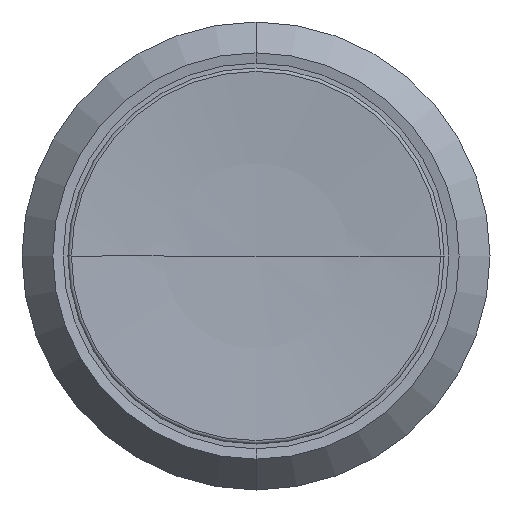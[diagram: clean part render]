
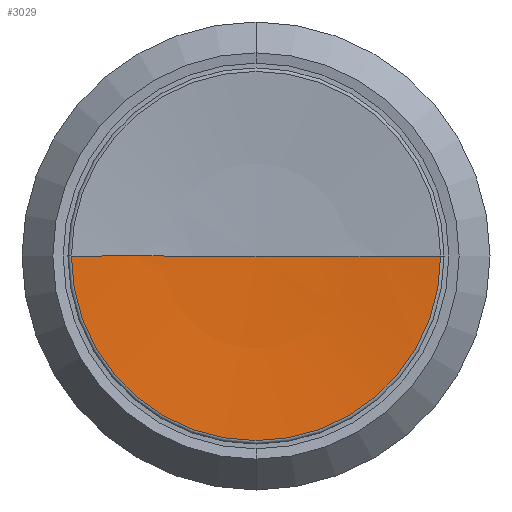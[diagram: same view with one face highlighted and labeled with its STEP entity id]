
A CAD part, front view. The second image highlights one B-rep face of the part: STEP entity #3029.
In plain terms, the highlighted spherical face has radius 120 mm.
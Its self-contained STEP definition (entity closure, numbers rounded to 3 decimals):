
#2115=VERTEX_POINT('',#6080);
#2463=VERTEX_POINT('',#6462);
#2673=VERTEX_POINT('',#6687);
#2971=EDGE_CURVE('',#2115,#2463,#7015,.T.);
#3029=ADVANCED_FACE('',(#7081),#7082,.F.);
#4847=EDGE_CURVE('',#2463,#2673,#9072,.T.);
#5805=EDGE_CURVE('',#2115,#2673,#10109,.T.);
#6080=CARTESIAN_POINT('',(-11.631,-16.199,0.0));
#6462=CARTESIAN_POINT('',(0.0,-15.634,0.0));
#6687=CARTESIAN_POINT('',(11.631,-16.199,0.));
#7015=CIRCLE('',#12477,120.);
#7081=FACE_OUTER_BOUND('',#12562,.T.);
#7082=SPHERICAL_SURFACE('',#12563,120.);
#9072=CIRCLE('',#16433,120.);
#10109=CIRCLE('',#18538,11.631);
#12477=AXIS2_PLACEMENT_3D('',#20089,#20090,#20091);
#12562=EDGE_LOOP('',(#20193,#20194,#20195));
#12563=AXIS2_PLACEMENT_3D('',#20196,#20197,#20198);
#16433=AXIS2_PLACEMENT_3D('',#22441,#22442,#22443);
#18538=AXIS2_PLACEMENT_3D('',#23515,#23516,#23517);
#20089=CARTESIAN_POINT('',(0.0,-135.634,0.0));
#20090=DIRECTION('',(0.,0.0,-1.0));
#20091=DIRECTION('',(0.0,1.0,0.0));
#20193=ORIENTED_EDGE('',*,*,#2971,.F.);
#20194=ORIENTED_EDGE('',*,*,#5805,.T.);
#20195=ORIENTED_EDGE('',*,*,#4847,.F.);
#20196=CARTESIAN_POINT('',(0.0,-135.634,0.0));
#20197=DIRECTION('',(0.0,-1.0,0.0));
#20198=DIRECTION('',(1.0,0.0,0.0));
#22441=CARTESIAN_POINT('',(0.0,-135.634,0.0));
#22442=DIRECTION('',(0.,0.0,-1.0));
#22443=DIRECTION('',(0.0,1.0,0.0));
#23515=CARTESIAN_POINT('',(0.0,-16.199,0.0));
#23516=DIRECTION('',(0.0,-1.0,0.0));
#23517=DIRECTION('',(-1.0,0.0,0.0));
